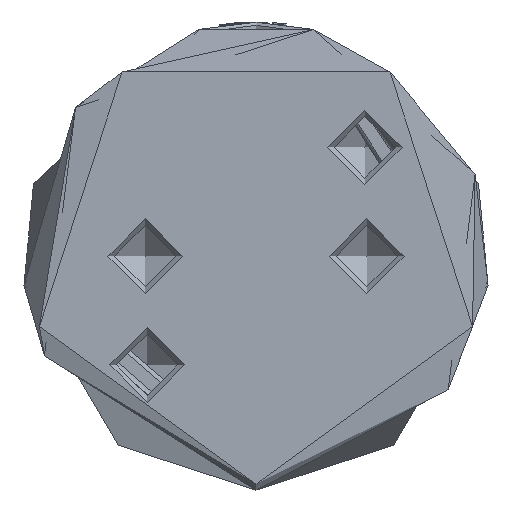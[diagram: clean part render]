
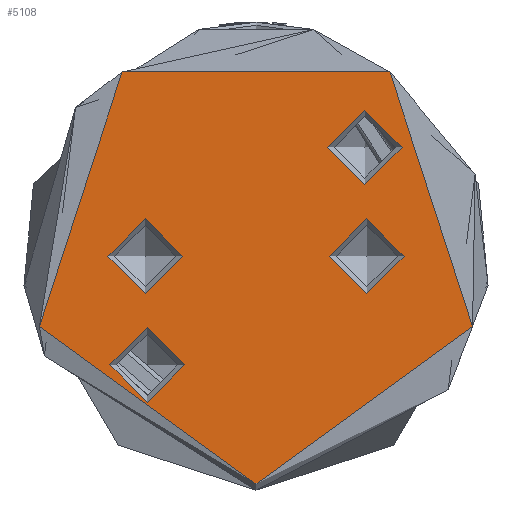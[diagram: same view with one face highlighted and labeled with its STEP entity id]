
A CAD part, front view. The second image highlights one B-rep face of the part: STEP entity #5108.
In plain terms, the highlighted face is planar.
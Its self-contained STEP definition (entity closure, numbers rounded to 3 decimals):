
#258 = CIRCLE ( 'NONE', #3998, 3.025 ) ;
#457 = DIRECTION ( 'NONE',  ( 0., 0., 1. ) ) ;
#499 = VERTEX_POINT ( 'NONE', #4358 ) ;
#641 = FACE_BOUND ( 'NONE', #1241, .T. ) ;
#800 = DIRECTION ( 'NONE',  ( 0., 0., 1. ) ) ;
#871 = CARTESIAN_POINT ( 'NONE',  ( 0., 0., 0. ) ) ;
#897 = VERTEX_POINT ( 'NONE', #3917 ) ;
#1003 = ORIENTED_EDGE ( 'NONE', *, *, #4676, .F. ) ;
#1241 = EDGE_LOOP ( 'NONE', ( #5090 ) ) ;
#1267 = ORIENTED_EDGE ( 'NONE', *, *, #4486, .F. ) ;
#1283 = DIRECTION ( 'NONE',  ( -1., 0., 0. ) ) ;
#1299 = DIRECTION ( 'NONE',  ( 0., 0., 1. ) ) ;
#1643 = EDGE_LOOP ( 'NONE', ( #5411 ) ) ;
#1737 = DIRECTION ( 'NONE',  ( 0., 0., 1. ) ) ;
#1757 = FACE_BOUND ( 'NONE', #5032, .T. ) ;
#1887 = VERTEX_POINT ( 'NONE', #4746 ) ;
#2102 = DIRECTION ( 'NONE',  ( 0., 0., -1. ) ) ;
#2176 = EDGE_LOOP ( 'NONE', ( #2785 ) ) ;
#2473 = AXIS2_PLACEMENT_3D ( 'NONE', #3301, #800, #3741 ) ;
#2517 = EDGE_CURVE ( 'NONE', #897, #897, #258, .T. ) ;
#2560 = CARTESIAN_POINT ( 'NONE',  ( 0., 19., 0. ) ) ;
#2651 = CIRCLE ( 'NONE', #5263, 3.025 ) ;
#2785 = ORIENTED_EDGE ( 'NONE', *, *, #2517, .F. ) ;
#2863 = FACE_OUTER_BOUND ( 'NONE', #1643, .T. ) ;
#2913 = PLANE ( 'NONE',  #4806 ) ;
#2952 = CARTESIAN_POINT ( 'NONE',  ( -8.839, 8.839, 0. ) ) ;
#2983 = DIRECTION ( 'NONE',  ( -1., 0., 0. ) ) ;
#3245 = EDGE_CURVE ( 'NONE', #1887, #1887, #3455, .T. ) ;
#3301 = CARTESIAN_POINT ( 'NONE',  ( 8.839, -8.839, 0. ) ) ;
#3390 = DIRECTION ( 'NONE',  ( 1., 0., 0. ) ) ;
#3401 = CIRCLE ( 'NONE', #2473, 3.025 ) ;
#3455 = CIRCLE ( 'NONE', #4801, 18.5 ) ;
#3479 = EDGE_CURVE ( 'NONE', #5107, #5107, #2651, .T. ) ;
#3725 = VERTEX_POINT ( 'NONE', #4768 ) ;
#3741 = DIRECTION ( 'NONE',  ( 1., 0., 0. ) ) ;
#3817 = DIRECTION ( 'NONE',  ( 0., 0., 1. ) ) ;
#3830 = CARTESIAN_POINT ( 'NONE',  ( 0., -9., 0. ) ) ;
#3917 = CARTESIAN_POINT ( 'NONE',  ( -5.814, 8.839, 0. ) ) ;
#3998 = AXIS2_PLACEMENT_3D ( 'NONE', #2952, #457, #3390 ) ;
#4004 = FACE_BOUND ( 'NONE', #5025, .T. ) ;
#4175 = AXIS2_PLACEMENT_3D ( 'NONE', #3830, #1299, #4251 ) ;
#4251 = DIRECTION ( 'NONE',  ( 1., 0., 0. ) ) ;
#4262 = CARTESIAN_POINT ( 'NONE',  ( 0., 9., 0. ) ) ;
#4358 = CARTESIAN_POINT ( 'NONE',  ( 11.864, -8.839, 0. ) ) ;
#4486 = EDGE_CURVE ( 'NONE', #499, #499, #3401, .T. ) ;
#4670 = DIRECTION ( 'NONE',  ( 1., 0., 0. ) ) ;
#4676 = EDGE_CURVE ( 'NONE', #3725, #3725, #5247, .T. ) ;
#4746 = CARTESIAN_POINT ( 'NONE',  ( -18.5, 0., 0. ) ) ;
#4768 = CARTESIAN_POINT ( 'NONE',  ( 3.025, -9., 0. ) ) ;
#4801 = AXIS2_PLACEMENT_3D ( 'NONE', #871, #3817, #1283 ) ;
#4806 = AXIS2_PLACEMENT_3D ( 'NONE', #2560, #2102, #2983 ) ;
#4986 = FACE_BOUND ( 'NONE', #2176, .T. ) ;
#5025 = EDGE_LOOP ( 'NONE', ( #1267 ) ) ;
#5032 = EDGE_LOOP ( 'NONE', ( #1003 ) ) ;
#5090 = ORIENTED_EDGE ( 'NONE', *, *, #3479, .F. ) ;
#5107 = VERTEX_POINT ( 'NONE', #5181 ) ;
#5108 = ADVANCED_FACE ( 'NONE', ( #4986, #641, #1757, #4004, #2863 ), #2913, .F. ) ;
#5181 = CARTESIAN_POINT ( 'NONE',  ( 3.025, 9., 0. ) ) ;
#5247 = CIRCLE ( 'NONE', #4175, 3.025 ) ;
#5263 = AXIS2_PLACEMENT_3D ( 'NONE', #4262, #1737, #4670 ) ;
#5411 = ORIENTED_EDGE ( 'NONE', *, *, #3245, .T. ) ;
